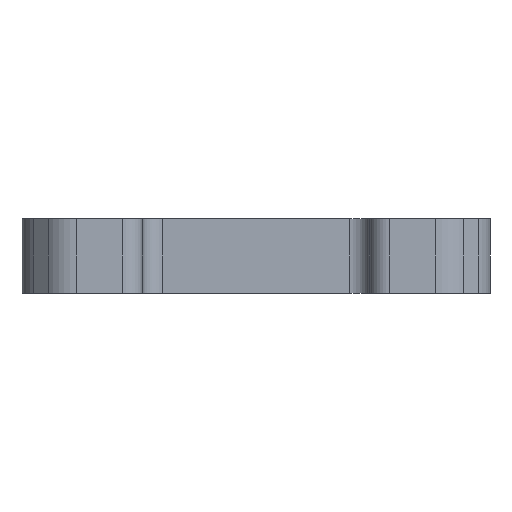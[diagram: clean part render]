
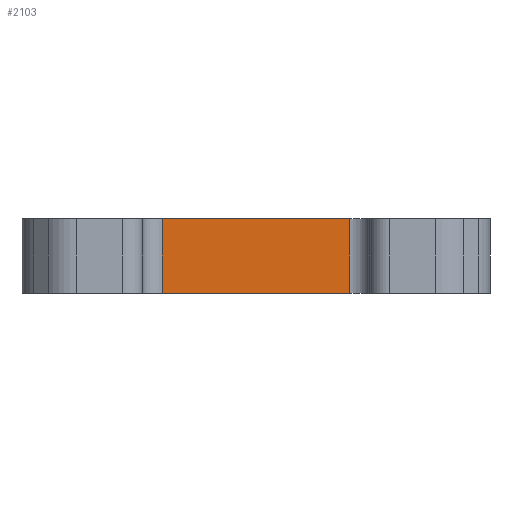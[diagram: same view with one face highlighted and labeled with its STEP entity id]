
A CAD part, front view. The second image highlights one B-rep face of the part: STEP entity #2103.
In plain terms, the highlighted planar face has unit normal (0, -1, 0).
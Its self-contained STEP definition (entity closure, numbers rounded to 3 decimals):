
#47=PLANE('',#2322);
#126=FACE_OUTER_BOUND('',#248,.T.);
#248=EDGE_LOOP('',(#1676,#1677,#1678,#1679));
#502=LINE('',#3305,#704);
#513=LINE('',#3365,#715);
#548=LINE('',#3498,#750);
#550=LINE('',#3501,#752);
#704=VECTOR('',#2624,10.);
#715=VECTOR('',#2693,10.);
#750=VECTOR('',#2798,10.);
#752=VECTOR('',#2802,10.);
#931=VERTEX_POINT('',#3302);
#932=VERTEX_POINT('',#3304);
#951=VERTEX_POINT('',#3362);
#952=VERTEX_POINT('',#3364);
#1169=EDGE_CURVE('',#931,#932,#502,.T.);
#1199=EDGE_CURVE('',#951,#952,#513,.T.);
#1268=EDGE_CURVE('',#932,#951,#548,.T.);
#1270=EDGE_CURVE('',#952,#931,#550,.T.);
#1676=ORIENTED_EDGE('',*,*,#1268,.F.);
#1677=ORIENTED_EDGE('',*,*,#1169,.F.);
#1678=ORIENTED_EDGE('',*,*,#1270,.F.);
#1679=ORIENTED_EDGE('',*,*,#1199,.F.);
#2103=ADVANCED_FACE('',(#126),#47,.F.);
#2322=AXIS2_PLACEMENT_3D('',#3500,#2800,#2801);
#2624=DIRECTION('',(1.,0.,0.));
#2693=DIRECTION('',(-1.,0.,0.));
#2798=DIRECTION('',(0.,0.,-1.));
#2800=DIRECTION('center_axis',(0.,1.,0.));
#2801=DIRECTION('ref_axis',(1.,0.,0.));
#2802=DIRECTION('',(0.,0.,1.));
#3302=CARTESIAN_POINT('',(12.54,16.82,7.15));
#3304=CARTESIAN_POINT('',(26.54,16.82,7.15));
#3305=CARTESIAN_POINT('',(15.29,16.82,7.15));
#3362=CARTESIAN_POINT('',(26.54,16.82,1.6));
#3364=CARTESIAN_POINT('',(12.54,16.82,1.6));
#3365=CARTESIAN_POINT('',(15.29,16.82,1.6));
#3498=CARTESIAN_POINT('',(26.54,16.82,7.15));
#3500=CARTESIAN_POINT('Origin',(11.04,16.82,7.15));
#3501=CARTESIAN_POINT('',(12.54,16.82,7.15));
